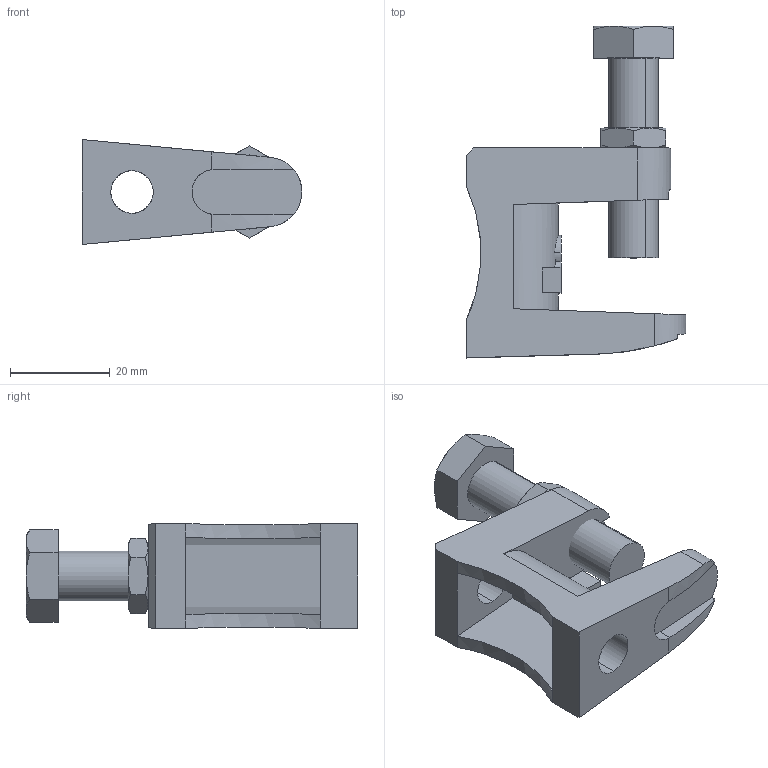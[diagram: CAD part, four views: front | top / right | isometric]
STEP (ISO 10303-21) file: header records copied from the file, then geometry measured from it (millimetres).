
FILE_DESCRIPTION (( 'STEP AP214' ), '1' );
FILE_NAME ('1488023.STEP', '2025-11-18T07:20:04', ( '' ), ( '' ), 'SwSTEP 2.0', 'SolidWorks 2024', '' );
FILE_SCHEMA (( 'AUTOMOTIVE_DESIGN' ));
Length unit declared in the file: millimetre
Products named in the file (4): 500507_Mit Gewinde; 257141_Hexagon Thin Nut ISO 4035 - M8 - C; 257140_DIN EN 24015 - M10 x 40 x 40-C; 1488023
Assembly tree (3 placements, depth 2):
  1488023
    500507_Mit Gewinde
    257140_DIN EN 24015 - M10 x 40 x 40-C
    257141_Hexagon Thin Nut ISO 4035 - M8 - C
Bounding box: 44 x 66.4 x 21 mm (x, y, z)
Volume: 17419.6 mm3; surface area: 9816.2 mm2
Topology: 3 solids, 3 shells, 89 faces, 227 edges, 144 vertices
Faces by surface type: plane 43, cylinder 28, cone 18
Entity records: 3033 total; most frequent: CARTESIAN_POINT 888, ORIENTED_EDGE 454, DIRECTION 388, EDGE_CURVE 227, VERTEX_POINT 144, AXIS2_PLACEMENT_3D 142, LINE 104, VECTOR 104
